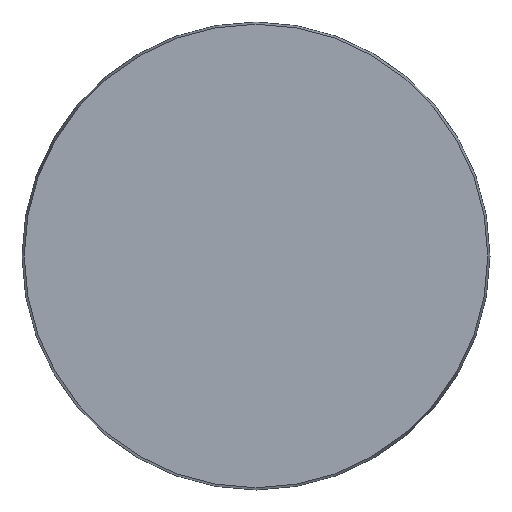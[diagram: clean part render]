
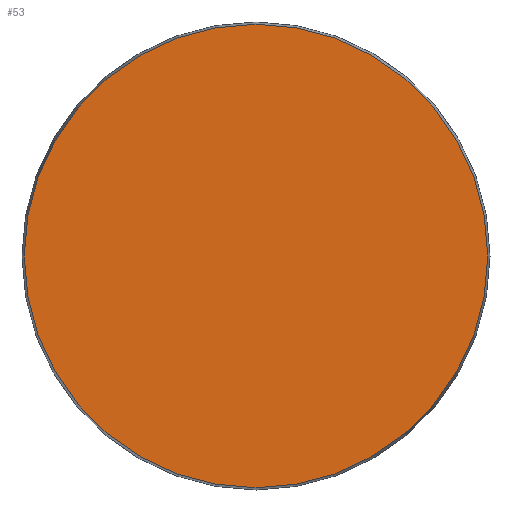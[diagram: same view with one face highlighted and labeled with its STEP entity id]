
A CAD part, front view. The second image highlights one B-rep face of the part: STEP entity #53.
In plain terms, the highlighted planar face has unit normal (0, -1, 0).
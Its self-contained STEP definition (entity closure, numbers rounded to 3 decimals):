
#6 = EDGE_CURVE ( 'NONE', #363, #363, #508, .T. ) ;
#43 = AXIS2_PLACEMENT_3D ( 'NONE', #199, #375, #166 ) ;
#53 = ADVANCED_FACE ( 'NONE', ( #136 ), #507, .F. ) ;
#136 = FACE_OUTER_BOUND ( 'NONE', #523, .T. ) ;
#166 = DIRECTION ( 'NONE',  ( 0., 0., -1. ) ) ;
#199 = CARTESIAN_POINT ( 'NONE',  ( 0., 0., 0. ) ) ;
#224 = AXIS2_PLACEMENT_3D ( 'NONE', #422, #428, #512 ) ;
#363 = VERTEX_POINT ( 'NONE', #537 ) ;
#375 = DIRECTION ( 'NONE',  ( 0., -1., 0. ) ) ;
#422 = CARTESIAN_POINT ( 'NONE',  ( -58.425, 0., 0. ) ) ;
#428 = DIRECTION ( 'NONE',  ( 0., 1., 0. ) ) ;
#435 = ORIENTED_EDGE ( 'NONE', *, *, #6, .T. ) ;
#507 = PLANE ( 'NONE',  #224 ) ;
#508 = CIRCLE ( 'NONE', #43, 58.425 ) ;
#512 = DIRECTION ( 'NONE',  ( 0., 0., 1. ) ) ;
#523 = EDGE_LOOP ( 'NONE', ( #435 ) ) ;
#537 = CARTESIAN_POINT ( 'NONE',  ( 0., 0., -58.425 ) ) ;
